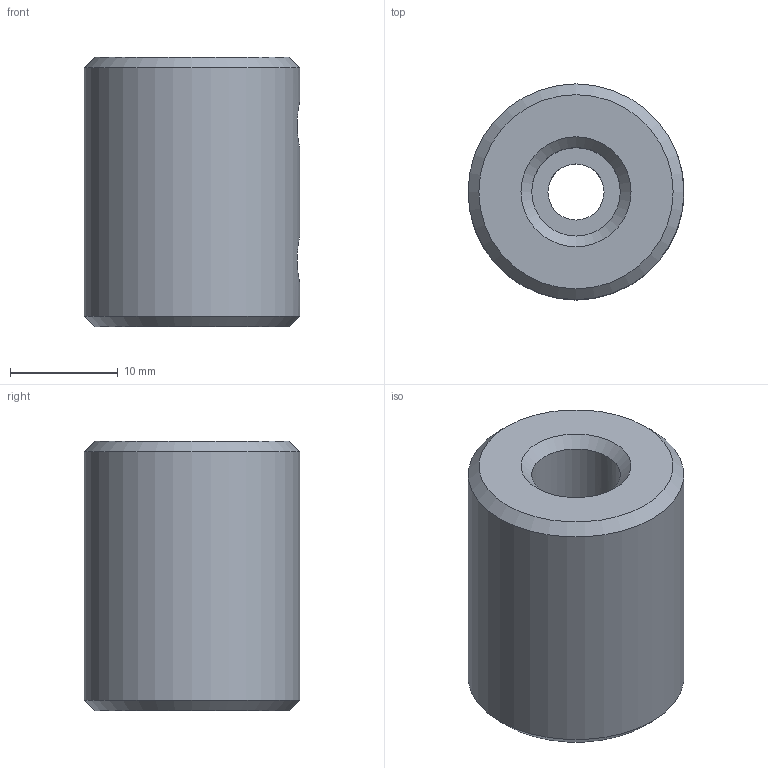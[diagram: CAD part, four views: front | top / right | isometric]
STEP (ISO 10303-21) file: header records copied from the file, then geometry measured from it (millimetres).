
FILE_DESCRIPTION(('FreeCAD Model'),'2;1');
FILE_NAME('Open CASCADE Shape Model','2025-06-02T19:01:38',(''),(''), 'Open CASCADE STEP processor 7.8','FreeCAD','Unknown');
FILE_SCHEMA(('AUTOMOTIVE_DESIGN { 1 0 10303 214 1 1 1 1 }'));
Length unit declared in the file: millimetre
Products named in the file (1): Body
Bounding box: 20 x 20 x 25 mm (x, y, z)
Volume: 6707.1 mm3; surface area: 2713.7 mm2
Topology: 1 solids, 1 shells, 16 faces, 41 edges, 26 vertices
Faces by surface type: cylinder 7, plane 5, cone 4
Full cylindrical faces by diameter (mm): 1.7 x2, 4.5 x2, 5.2 x1, 8.2 x1, 20 x1
Entity records: 693 total; most frequent: CARTESIAN_POINT 280, ORIENTED_EDGE 82, DIRECTION 77, EDGE_CURVE 41, AXIS2_PLACEMENT_3D 31, VERTEX_POINT 26, FACE_BOUND 21, EDGE_LOOP 21
